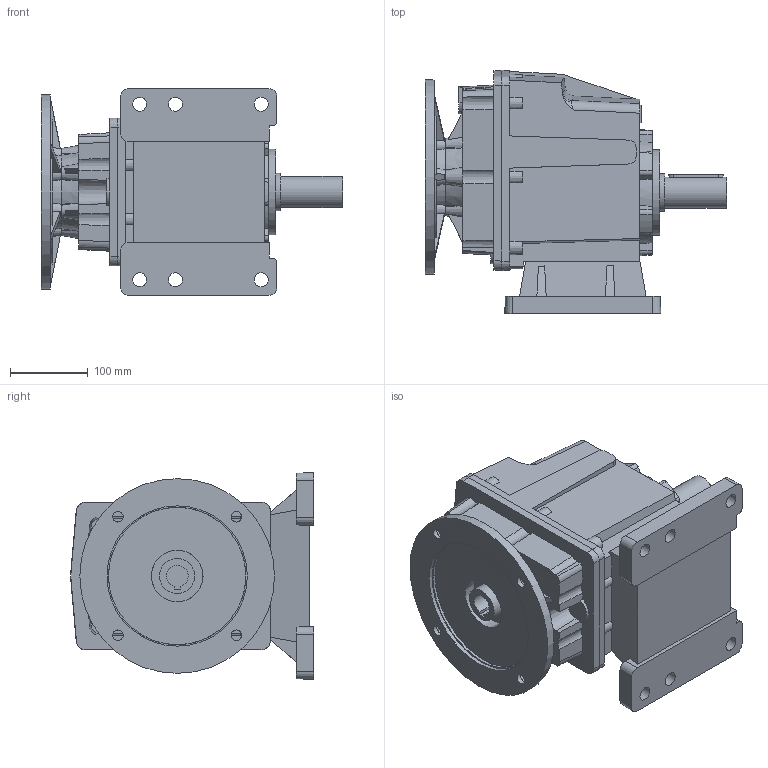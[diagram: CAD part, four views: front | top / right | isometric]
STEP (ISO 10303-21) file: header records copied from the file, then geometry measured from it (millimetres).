
FILE_DESCRIPTION( ( 'Unknown' ), '1' );
FILE_NAME( 'B591254B49B6458D7A7B78229E2F1A8.3d.stp', 'Unknown', ( 'Unknown' ), ( 'Unknown' ), 'PSStep 10.1', 'Unknown', ' ' );
FILE_SCHEMA( ( 'AUTOMOTIVE_DESIGN { 1 0 10303 214 1 1 1 1 }' ) );
Length unit declared in the file: millimetre
Products named in the file (1): cassa_CMG05
Bounding box: 387.5 x 311.93 x 265.35 mm (x, y, z)
Volume: 11559235.2 mm3; surface area: 559109.7 mm2
Topology: 1 solids, 16 shells, 425 faces, 1166 edges, 778 vertices
Faces by surface type: plane 250, cone 118, cylinder 53, bspline 4
Full cylindrical faces by diameter (mm): 6.647 x8, 6.8 x6, 8.5 x6, 13.835 x1, 18 x6, 40 x1, 45 x2, 48 x1, 85 x1, 110 x1, 180 x1
Entity records: 16808 total; most frequent: CARTESIAN_POINT 2976, DIRECTION 2133, ORIENTED_EDGE 2108, EDGE_CURVE 1054, AXIS2_PLACEMENT_3D 772, VERTEX_POINT 750, LINE 589, VECTOR 589
